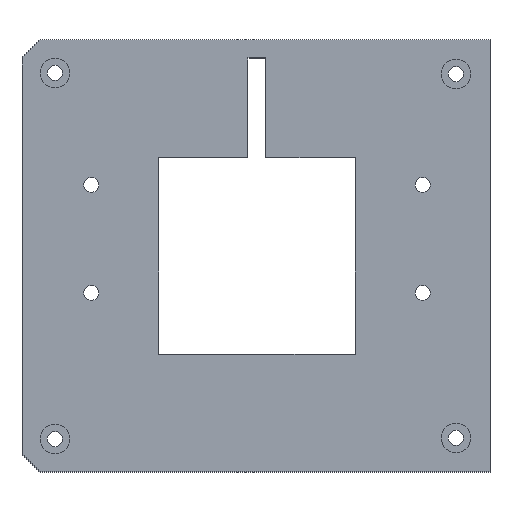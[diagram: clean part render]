
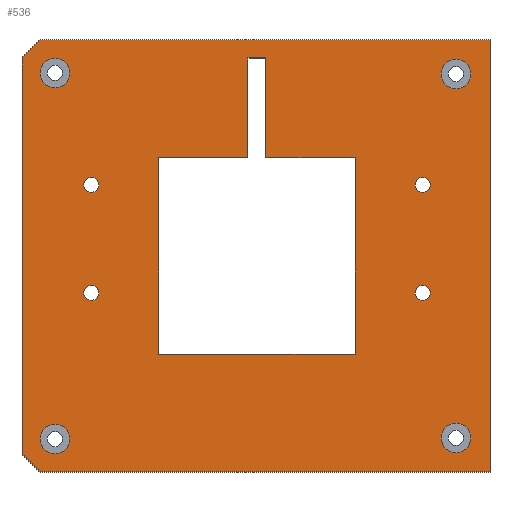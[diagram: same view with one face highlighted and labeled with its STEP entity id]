
A CAD part, top view. The second image highlights one B-rep face of the part: STEP entity #536.
In plain terms, the highlighted planar face has unit normal (0, 0, 1).
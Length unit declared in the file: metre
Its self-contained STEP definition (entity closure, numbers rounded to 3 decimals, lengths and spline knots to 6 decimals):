
#32=CIRCLE('',#590,0.0021);
#33=CIRCLE('',#591,0.0021);
#34=CIRCLE('',#592,0.0041);
#35=CIRCLE('',#593,0.0041);
#36=CIRCLE('',#594,0.0041);
#37=CIRCLE('',#595,0.0041);
#38=CIRCLE('',#596,0.0021);
#39=CIRCLE('',#597,0.0021);
#74=ORIENTED_EDGE('',*,*,#205,.F.);
#75=ORIENTED_EDGE('',*,*,#206,.F.);
#76=ORIENTED_EDGE('',*,*,#207,.F.);
#77=ORIENTED_EDGE('',*,*,#208,.F.);
#78=ORIENTED_EDGE('',*,*,#209,.F.);
#79=ORIENTED_EDGE('',*,*,#182,.F.);
#80=ORIENTED_EDGE('',*,*,#210,.T.);
#81=ORIENTED_EDGE('',*,*,#211,.F.);
#82=ORIENTED_EDGE('',*,*,#212,.T.);
#83=ORIENTED_EDGE('',*,*,#213,.T.);
#84=ORIENTED_EDGE('',*,*,#214,.F.);
#85=ORIENTED_EDGE('',*,*,#215,.T.);
#86=ORIENTED_EDGE('',*,*,#216,.T.);
#87=ORIENTED_EDGE('',*,*,#217,.T.);
#88=ORIENTED_EDGE('',*,*,#218,.T.);
#89=ORIENTED_EDGE('',*,*,#219,.T.);
#90=ORIENTED_EDGE('',*,*,#220,.F.);
#91=ORIENTED_EDGE('',*,*,#221,.F.);
#92=ORIENTED_EDGE('',*,*,#222,.F.);
#93=ORIENTED_EDGE('',*,*,#223,.F.);
#94=ORIENTED_EDGE('',*,*,#224,.F.);
#95=ORIENTED_EDGE('',*,*,#225,.F.);
#182=EDGE_CURVE('',#248,#249,#300,.T.);
#205=EDGE_CURVE('',#270,#271,#315,.T.);
#206=EDGE_CURVE('',#272,#270,#316,.T.);
#207=EDGE_CURVE('',#273,#272,#317,.T.);
#208=EDGE_CURVE('',#274,#273,#318,.T.);
#209=EDGE_CURVE('',#249,#274,#319,.T.);
#210=EDGE_CURVE('',#248,#275,#320,.T.);
#211=EDGE_CURVE('',#271,#275,#321,.T.);
#212=EDGE_CURVE('',#276,#276,#32,.T.);
#213=EDGE_CURVE('',#277,#277,#33,.T.);
#214=EDGE_CURVE('',#278,#279,#322,.T.);
#215=EDGE_CURVE('',#278,#280,#323,.T.);
#216=EDGE_CURVE('',#280,#281,#324,.T.);
#217=EDGE_CURVE('',#281,#282,#325,.T.);
#218=EDGE_CURVE('',#282,#283,#326,.T.);
#219=EDGE_CURVE('',#283,#279,#327,.T.);
#220=EDGE_CURVE('',#284,#284,#34,.T.);
#221=EDGE_CURVE('',#285,#285,#35,.T.);
#222=EDGE_CURVE('',#286,#286,#36,.T.);
#223=EDGE_CURVE('',#287,#287,#37,.T.);
#224=EDGE_CURVE('',#288,#288,#38,.T.);
#225=EDGE_CURVE('',#289,#289,#39,.T.);
#248=VERTEX_POINT('',#797);
#249=VERTEX_POINT('',#799);
#270=VERTEX_POINT('',#845);
#271=VERTEX_POINT('',#846);
#272=VERTEX_POINT('',#848);
#273=VERTEX_POINT('',#850);
#274=VERTEX_POINT('',#852);
#275=VERTEX_POINT('',#855);
#276=VERTEX_POINT('',#858);
#277=VERTEX_POINT('',#860);
#278=VERTEX_POINT('',#862);
#279=VERTEX_POINT('',#863);
#280=VERTEX_POINT('',#865);
#281=VERTEX_POINT('',#867);
#282=VERTEX_POINT('',#869);
#283=VERTEX_POINT('',#871);
#284=VERTEX_POINT('',#874);
#285=VERTEX_POINT('',#876);
#286=VERTEX_POINT('',#878);
#287=VERTEX_POINT('',#880);
#288=VERTEX_POINT('',#882);
#289=VERTEX_POINT('',#884);
#300=LINE('',#798,#342);
#315=LINE('',#844,#357);
#316=LINE('',#847,#358);
#317=LINE('',#849,#359);
#318=LINE('',#851,#360);
#319=LINE('',#853,#361);
#320=LINE('',#854,#362);
#321=LINE('',#856,#363);
#322=LINE('',#861,#364);
#323=LINE('',#864,#365);
#324=LINE('',#866,#366);
#325=LINE('',#868,#367);
#326=LINE('',#870,#368);
#327=LINE('',#872,#369);
#342=VECTOR('',#641,1.);
#357=VECTOR('',#676,1.);
#358=VECTOR('',#677,1.);
#359=VECTOR('',#678,1.);
#360=VECTOR('',#679,1.);
#361=VECTOR('',#680,1.);
#362=VECTOR('',#681,1.);
#363=VECTOR('',#682,1.);
#364=VECTOR('',#687,1.);
#365=VECTOR('',#688,1.);
#366=VECTOR('',#689,1.);
#367=VECTOR('',#690,1.);
#368=VECTOR('',#691,1.);
#369=VECTOR('',#692,1.);
#393=EDGE_LOOP('',(#74,#75,#76,#77,#78,#79,#80,#81));
#394=EDGE_LOOP('',(#82));
#395=EDGE_LOOP('',(#83));
#396=EDGE_LOOP('',(#84,#85,#86,#87,#88,#89));
#397=EDGE_LOOP('',(#90));
#398=EDGE_LOOP('',(#91));
#399=EDGE_LOOP('',(#92));
#400=EDGE_LOOP('',(#93));
#401=EDGE_LOOP('',(#94));
#402=EDGE_LOOP('',(#95));
#459=FACE_BOUND('',#393,.T.);
#460=FACE_BOUND('',#394,.T.);
#461=FACE_BOUND('',#395,.T.);
#462=FACE_BOUND('',#396,.T.);
#463=FACE_BOUND('',#397,.T.);
#464=FACE_BOUND('',#398,.T.);
#465=FACE_BOUND('',#399,.T.);
#466=FACE_BOUND('',#400,.T.);
#467=FACE_BOUND('',#401,.T.);
#468=FACE_BOUND('',#402,.T.);
#516=PLANE('',#589);
#536=ADVANCED_FACE('',(#459,#460,#461,#462,#463,#464,#465,#466,#467,#468),
#516,.T.);
#589=AXIS2_PLACEMENT_3D('',#843,#674,#675);
#590=AXIS2_PLACEMENT_3D('',#857,#683,#684);
#591=AXIS2_PLACEMENT_3D('',#859,#685,#686);
#592=AXIS2_PLACEMENT_3D('',#873,#693,#694);
#593=AXIS2_PLACEMENT_3D('',#875,#695,#696);
#594=AXIS2_PLACEMENT_3D('',#877,#697,#698);
#595=AXIS2_PLACEMENT_3D('',#879,#699,#700);
#596=AXIS2_PLACEMENT_3D('',#881,#701,#702);
#597=AXIS2_PLACEMENT_3D('',#883,#703,#704);
#641=DIRECTION('',(-1.,0.,0.));
#674=DIRECTION('',(0.,0.,1.));
#675=DIRECTION('',(1.,0.,0.));
#676=DIRECTION('',(0.,1.,0.));
#677=DIRECTION('',(-1.,0.,0.));
#678=DIRECTION('',(0.,1.,0.));
#679=DIRECTION('',(1.,0.,0.));
#680=DIRECTION('',(0.,-1.,0.));
#681=DIRECTION('',(0.,1.,0.));
#682=DIRECTION('',(-1.,0.,0.));
#683=DIRECTION('',(0.,0.,-1.));
#684=DIRECTION('',(1.,0.,0.));
#685=DIRECTION('',(0.,0.,-1.));
#686=DIRECTION('',(1.,0.,0.));
#687=DIRECTION('',(1.,0.,0.));
#688=DIRECTION('',(-0.707,-0.707,0.));
#689=DIRECTION('',(0.,-1.,0.));
#690=DIRECTION('',(0.707,-0.707,0.));
#691=DIRECTION('',(1.,0.,0.));
#692=DIRECTION('',(0.,1.,0.));
#693=DIRECTION('',(0.,0.,1.));
#694=DIRECTION('',(1.,0.,0.));
#695=DIRECTION('',(0.,0.,1.));
#696=DIRECTION('',(1.,0.,0.));
#697=DIRECTION('',(0.,0.,1.));
#698=DIRECTION('',(1.,0.,0.));
#699=DIRECTION('',(0.,0.,1.));
#700=DIRECTION('',(1.,0.,0.));
#701=DIRECTION('',(0.,0.,1.));
#702=DIRECTION('',(1.,0.,0.));
#703=DIRECTION('',(0.,0.,1.));
#704=DIRECTION('',(1.,0.,0.));
#797=CARTESIAN_POINT('',(-0.067233,0.02725,0.095));
#798=CARTESIAN_POINT('',(-0.064733,0.02725,0.095));
#799=CARTESIAN_POINT('',(-0.091983,0.02725,0.095));
#843=CARTESIAN_POINT('',(-0.064733,0.,0.095));
#844=CARTESIAN_POINT('',(-0.062233,0.041125,0.095));
#845=CARTESIAN_POINT('',(-0.062233,0.02725,0.095));
#846=CARTESIAN_POINT('',(-0.062233,0.055,0.095));
#847=CARTESIAN_POINT('',(-0.064733,0.02725,0.095));
#848=CARTESIAN_POINT('',(-0.037483,0.02725,0.095));
#849=CARTESIAN_POINT('',(-0.037483,0.,0.095));
#850=CARTESIAN_POINT('',(-0.037483,-0.02725,0.095));
#851=CARTESIAN_POINT('',(-0.064733,-0.02725,0.095));
#852=CARTESIAN_POINT('',(-0.091983,-0.02725,0.095));
#853=CARTESIAN_POINT('',(-0.091983,0.,0.095));
#854=CARTESIAN_POINT('',(-0.067233,0.041125,0.095));
#855=CARTESIAN_POINT('',(-0.067233,0.055,0.095));
#856=CARTESIAN_POINT('',(-0.064733,0.055,0.095));
#857=CARTESIAN_POINT('',(-0.110733,-0.01025,0.095));
#858=CARTESIAN_POINT('',(-0.108633,-0.01025,0.095));
#859=CARTESIAN_POINT('',(-0.110733,0.01975,0.095));
#860=CARTESIAN_POINT('',(-0.108633,0.01975,0.095));
#861=CARTESIAN_POINT('',(-0.065,0.06,0.095));
#862=CARTESIAN_POINT('',(-0.125,0.06,0.095));
#863=CARTESIAN_POINT('',(0.,0.06,0.095));
#864=CARTESIAN_POINT('',(-0.095,0.09,0.095));
#865=CARTESIAN_POINT('',(-0.13,0.055,0.095));
#866=CARTESIAN_POINT('',(-0.13,0.,0.095));
#867=CARTESIAN_POINT('',(-0.13,-0.055,0.095));
#868=CARTESIAN_POINT('',(-0.095,-0.09,0.095));
#869=CARTESIAN_POINT('',(-0.125,-0.06,0.095));
#870=CARTESIAN_POINT('',(-0.065,-0.06,0.095));
#871=CARTESIAN_POINT('',(0.,-0.06,0.095));
#872=CARTESIAN_POINT('',(0.,0.,0.095));
#873=CARTESIAN_POINT('',(-0.120839,0.050839,0.095));
#874=CARTESIAN_POINT('',(-0.116739,0.050839,0.095));
#875=CARTESIAN_POINT('',(-0.120839,-0.050839,0.095));
#876=CARTESIAN_POINT('',(-0.116739,-0.050839,0.095));
#877=CARTESIAN_POINT('',(-0.009454,-0.050546,0.095));
#878=CARTESIAN_POINT('',(-0.005354,-0.050546,0.095));
#879=CARTESIAN_POINT('',(-0.009454,0.050546,0.095));
#880=CARTESIAN_POINT('',(-0.005354,0.050546,0.095));
#881=CARTESIAN_POINT('',(-0.018733,-0.01025,0.095));
#882=CARTESIAN_POINT('',(-0.016633,-0.01025,0.095));
#883=CARTESIAN_POINT('',(-0.018733,0.01975,0.095));
#884=CARTESIAN_POINT('',(-0.016633,0.01975,0.095));
